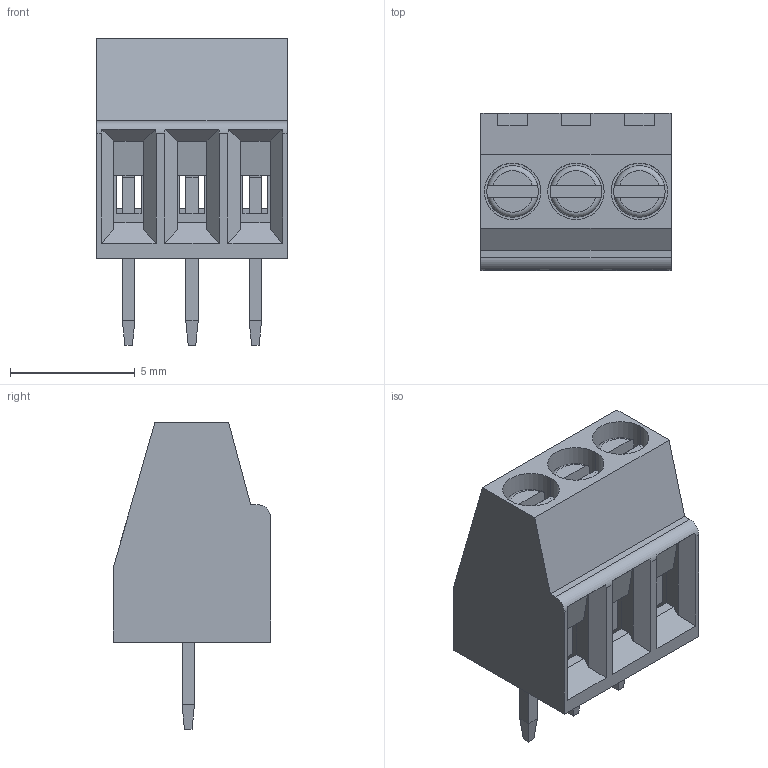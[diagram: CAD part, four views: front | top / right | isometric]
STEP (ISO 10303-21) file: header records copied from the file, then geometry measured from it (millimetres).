
FILE_DESCRIPTION (( 'STEP AP214' ), '1' );
FILE_NAME ('CONN-TH_3P-P2.54_KF128-2.54-3P.step', '2022-07-29T16:33:45', ( '' ), ( '' ), 'SwSTEP 2.0', 'SolidWorks 2020', '' );
FILE_SCHEMA (( 'AUTOMOTIVE_DESIGN' ));
Length unit declared in the file: millimetre
Products named in the file (1): CONN-TH_3P-P2.54_KF128-2.54-3P
Bounding box: 7.62 x 6.3 x 12.3 mm (x, y, z)
Volume: 208.1 mm3; surface area: 905.8 mm2
Topology: 14 solids, 14 shells, 844 faces, 2328 edges, 1542 vertices
Faces by surface type: plane 544, bspline 242, cylinder 52, torus 6
Entity records: 42469 total; most frequent: CARTESIAN_POINT 13059, ORIENTED_EDGE 4656, DIRECTION 3150, EDGE_CURVE 2328, VECTOR 1700, LINE 1700, VERTEX_POINT 1542, EDGE_LOOP 904
